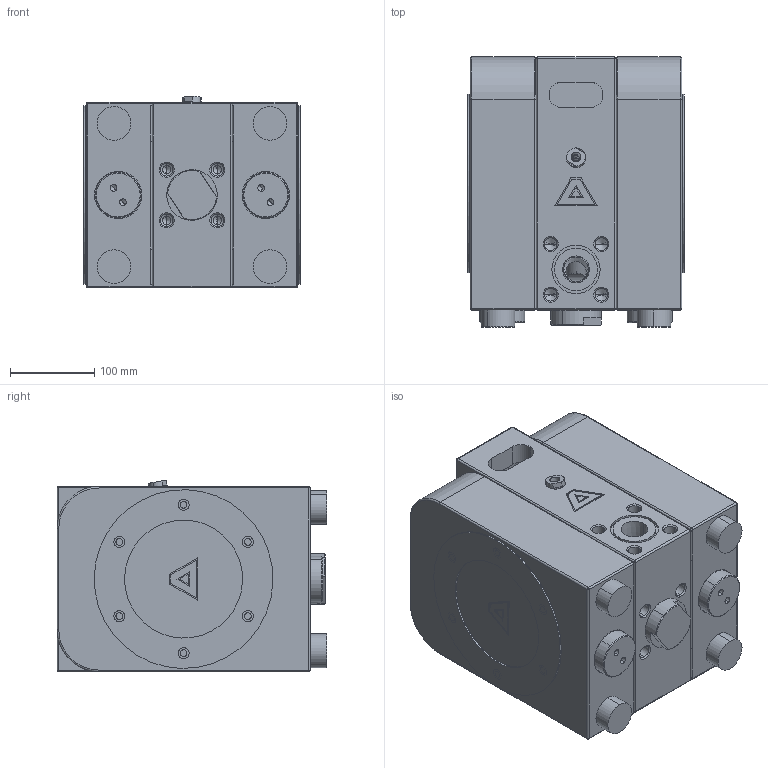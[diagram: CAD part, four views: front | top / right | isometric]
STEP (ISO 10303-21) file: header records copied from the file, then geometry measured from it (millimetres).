
FILE_DESCRIPTION (( 'STEP AP203' ), '1' );
FILE_NAME ('E25-Assembly-軞蚾芞.STEP', '2025-04-27T03:43:21', ( '' ), ( '' ), 'SwSTEP 2.0', 'SolidWorks 2022', '' );
FILE_SCHEMA (( 'CONFIG_CONTROL_DESIGN' ));
Length unit declared in the file: millimetre
Products named in the file (19): 1 15 A45-Muffler_Basic; socket head cap screw_8_iso_ISO 4762 M8 x 20 - 20N; 7 25 A15-Valve stop，discharge valve_Basic; 7 25 A08-Tension disc_Basic; 7 25 A09-Cover-REV.B_Basic; 7 25 A17-Plug, side housing_Basic; 1 15 A46-Premuffler_Basic; E25-Assembly-总装图; 1 15 943.-Air filter_Basic; plain washer normal grade c_4_iso_Washer ISO 7091 - 8; 7 25 A21-Housing bolt_Basic; 7 25 A11-Center housing_Basic; Shock absorbers_Basic; 1 25 A42-Shaft piston ring_Basic; 1 15 A47-Air inlet_Basic; hex nut style 1 gradeab_8_iso_ISO - 4032 - M8 - D - N; 9 35 504.- O-ring，air valve housing_Basic; 7 25 A10-Side housing_Basic; 7 25 A19-Plug, center housing_Basic
Assembly tree (60 placements, depth 2):
  E25-Assembly-总装图
    7 25 A11-Center housing_Basic
    7 25 A10-Side housing_Basic  x2
    Shock absorbers_Basic  x4
    7 25 A15-Valve stop，discharge valve_Basic  x2
    7 25 A08-Tension disc_Basic  x2
    7 25 A21-Housing bolt_Basic  x6
    1 15 943.-Air filter_Basic
    1 15 A45-Muffler_Basic
    1 15 A47-Air inlet_Basic
    plain washer normal grade c_4_iso_Washer ISO 7091 - 8  x14
    hex nut style 1 gradeab_8_iso_ISO - 4032 - M8 - D - N  x12
    7 25 A17-Plug, side housing_Basic  x2
    7 25 A19-Plug, center housing_Basic
    1 25 A42-Shaft piston ring_Basic  x2
    socket head cap screw_8_iso_ISO 4762 M8 x 20 - 20N  x4
    1 15 A46-Premuffler_Basic
    9 35 504.- O-ring，air valve housing_Basic  x2
    7 25 A09-Cover-REV.B_Basic  x2
Bounding box: 257 x 320 x 227.22 mm (x, y, z)
Volume: 13865123.4 mm3; surface area: 1231587.5 mm2
Topology: 60 solids, 60 shells, 2332 faces, 5853 edges, 3611 vertices
Faces by surface type: plane 1019, cylinder 664, cone 459, torus 170, sphere 20
Entity records: 52220 total; most frequent: CARTESIAN_POINT 11151, DIRECTION 8135, ORIENTED_EDGE 7868, EDGE_CURVE 3934, AXIS2_PLACEMENT_3D 3343, VERTEX_POINT 2517, EDGE_LOOP 1869, CIRCLE 1806
